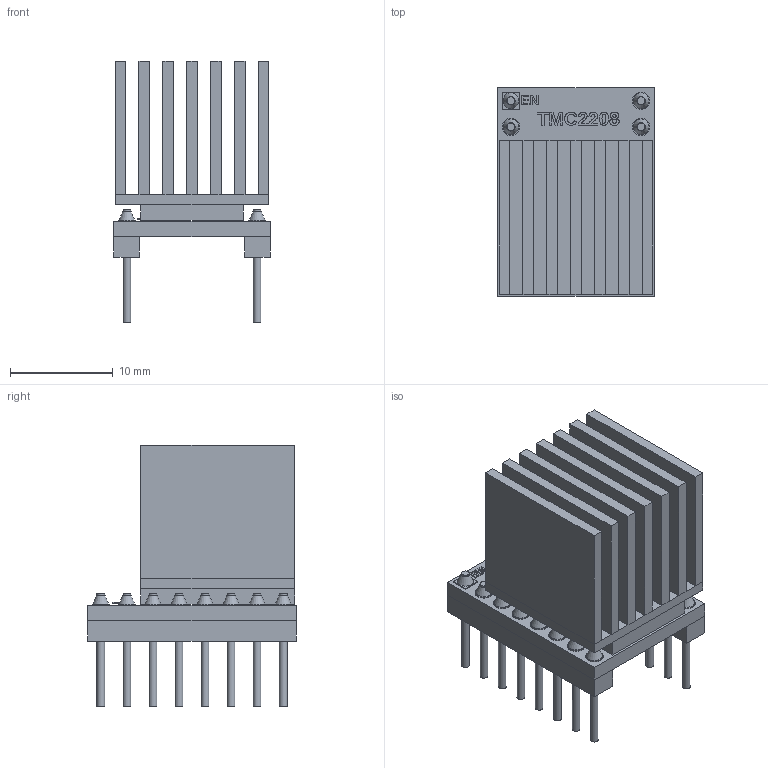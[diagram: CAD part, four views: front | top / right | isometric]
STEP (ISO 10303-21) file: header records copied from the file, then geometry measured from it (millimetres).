
FILE_DESCRIPTION(('FreeCAD Model'),'2;1');
FILE_NAME('Open CASCADE Shape Model','2023-11-20T11:28:28',(''),(''), 'Open CASCADE STEP processor 7.5','FreeCAD','Unknown');
FILE_SCHEMA(('AUTOMOTIVE_DESIGN { 1 0 10303 214 1 1 1 1 }'));
Length unit declared in the file: millimetre
Products named in the file (90): _0231120_TMC_Heatsink; TMC_3d; tmcpcb; Heat; Pins; Pin004; Pin003; Solder001; pad019; Enable; ENpad; ENSolder; ENLongPin; Pin006; Pin005; Solder002; pad020; Pin008; Pin007; Solder003; pad021; Pin010; Pin009; Solder004; pad022; Pin012; Pin011; Solder005; pad023; Pin014; Pin013; Solder006; pad024; Pin016; Pin015; Solder007; pad025; Pin018; Pin017; Solder008 ...
Assembly tree (89 placements, depth 5):
  _0231120_TMC_Heatsink
    TMC_3d
      tmcpcb
      Heat
      Pins
        Pin004
          Pin003
          Solder001
          pad019
        Enable
          ENpad
          ENSolder
          ENLongPin
        Pin006
          Pin005
          Solder002
          pad020
        Pin008
          Pin007
          Solder003
          pad021
        Pin010
          Pin009
          Solder004
          pad022
        Pin012
          Pin011
          Solder005
          pad023
        Pin014
          Pin013
          Solder006
          pad024
        Pin016
          Pin015
          Solder007
          pad025
        Pin018
          Pin017
          Solder008
          pad026
        Pin020
          Pin019
          Solder009
          pad027
        Pin022
          Pin021
          Solder010
          pad028
        Pin024
          Pin023
          Solder011
          pad029
        Pin026
          Pin025
          Solder012
          pad030
        Pin028
          Pin027
          Solder013
Bounding box: 15.24 x 20.32 x 25.5 mm (x, y, z)
Volume: 2579.4 mm3; surface area: 5227.1 mm2
Topology: 70 solids, 70 shells, 794 faces, 1962 edges, 1292 vertices
Faces by surface type: extrusion 412, plane 304, cylinder 46, cone 32
Full cylindrical faces by diameter (mm): 0.75 x16, 1 x15, 1.7 x15
Entity records: 51402 total; most frequent: CARTESIAN_POINT 12230, DIRECTION 5654, VECTOR 4370, LINE 3958, ORIENTED_EDGE 3892, PCURVE 3892, DEFINITIONAL_REPRESENTATION 3892, B_SPLINE_CURVE_WITH_KNOTS 2060
